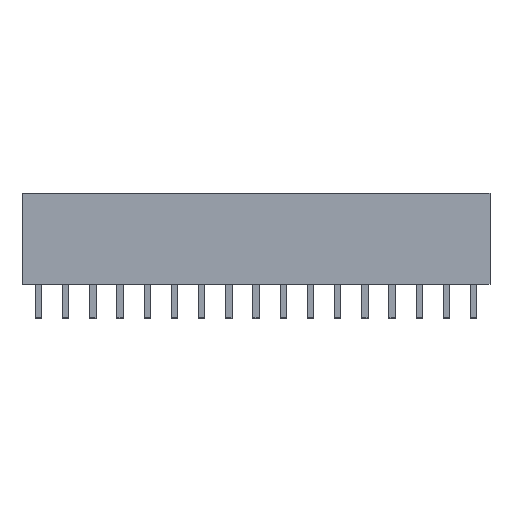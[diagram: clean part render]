
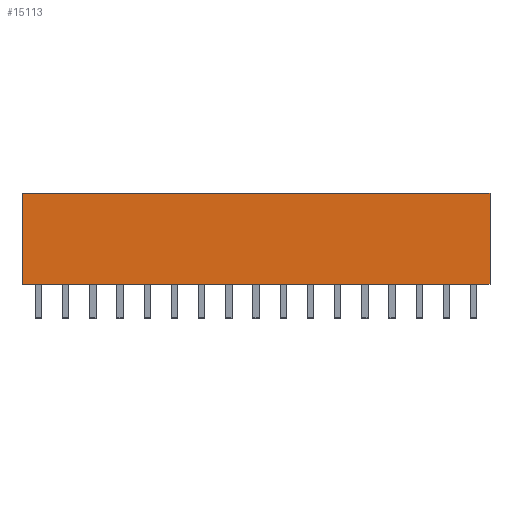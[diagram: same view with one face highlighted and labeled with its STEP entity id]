
A CAD part, front view. The second image highlights one B-rep face of the part: STEP entity #15113.
In plain terms, the highlighted planar face has unit normal (0, -1, 0).
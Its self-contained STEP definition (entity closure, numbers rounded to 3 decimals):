
#734=FACE_OUTER_BOUND('',#1658,.T.);
#1658=EDGE_LOOP('',(#10986,#10987,#10988,#10989));
#2233=LINE('',#20016,#4095);
#2799=LINE('',#21687,#4661);
#3121=LINE('',#22345,#4983);
#3124=LINE('',#22351,#4986);
#4095=VECTOR('',#16525,1.);
#4661=VECTOR('',#17427,1.);
#4983=VECTOR('',#18023,1.);
#4986=VECTOR('',#18030,1.);
#5957=VERTEX_POINT('',#20013);
#5958=VERTEX_POINT('',#20015);
#6490=VERTEX_POINT('',#21683);
#6690=VERTEX_POINT('',#22344);
#7305=EDGE_CURVE('',#5958,#5957,#2233,.T.);
#7961=EDGE_CURVE('',#5958,#6490,#2799,.T.);
#8283=EDGE_CURVE('',#6490,#6690,#3121,.T.);
#8286=EDGE_CURVE('',#5957,#6690,#3124,.T.);
#10986=ORIENTED_EDGE('',*,*,#8286,.T.);
#10987=ORIENTED_EDGE('',*,*,#8283,.F.);
#10988=ORIENTED_EDGE('',*,*,#7961,.F.);
#10989=ORIENTED_EDGE('',*,*,#7305,.T.);
#13846=PLANE('',#16009);
#15113=ADVANCED_FACE('',(#734),#13846,.F.);
#16009=AXIS2_PLACEMENT_3D('',#22350,#18028,#18029);
#16525=DIRECTION('',(0.,0.,-1.));
#17427=DIRECTION('',(1.,0.,0.));
#18023=DIRECTION('',(0.,0.,-1.));
#18028=DIRECTION('center_axis',(0.,1.,0.));
#18029=DIRECTION('ref_axis',(0.,0.,1.));
#18030=DIRECTION('',(1.,0.,0.));
#20013=CARTESIAN_POINT('',(-21.84,-2.5,0.));
#20015=CARTESIAN_POINT('',(-21.84,-2.5,8.5));
#20016=CARTESIAN_POINT('',(-21.84,-2.5,8.5));
#21683=CARTESIAN_POINT('',(21.84,-2.5,8.5));
#21687=CARTESIAN_POINT('',(-21.84,-2.5,8.5));
#22344=CARTESIAN_POINT('',(21.84,-2.5,0.));
#22345=CARTESIAN_POINT('',(21.84,-2.5,8.5));
#22350=CARTESIAN_POINT('Origin',(-21.84,-2.5,8.5));
#22351=CARTESIAN_POINT('',(-21.84,-2.5,0.));
